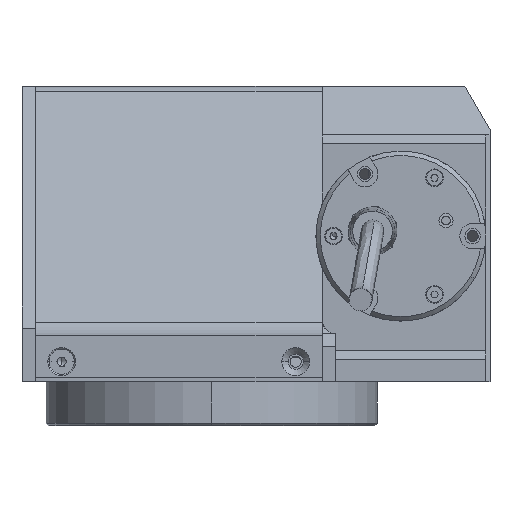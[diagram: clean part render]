
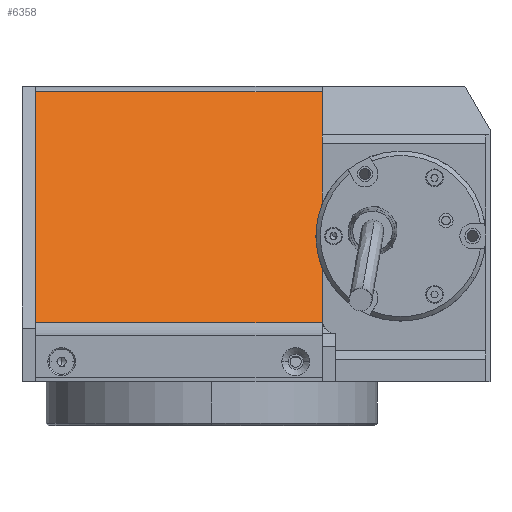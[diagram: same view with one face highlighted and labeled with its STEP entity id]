
A CAD part, left-side view. The second image highlights one B-rep face of the part: STEP entity #6358.
In plain terms, the highlighted planar face has unit normal (-0.707, 0, 0.707).
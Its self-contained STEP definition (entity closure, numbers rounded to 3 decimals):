
#3 = ORIENTED_EDGE ( 'NONE', *, *, #19232, .F. ) ;
#94 = CARTESIAN_POINT ( 'NONE',  ( 18.581, 69., 32.828 ) ) ;
#591 = DIRECTION ( 'NONE',  ( 0.707, 0., 0.707 ) ) ;
#747 = EDGE_CURVE ( 'NONE', #17046, #1307, #13929, .T. ) ;
#1307 = VERTEX_POINT ( 'NONE', #15331 ) ;
#1690 = CARTESIAN_POINT ( 'NONE',  ( -34.414, 4., -20.167 ) ) ;
#2010 = DIRECTION ( 'NONE',  ( 0.707, 0., 0.707 ) ) ;
#2149 = DIRECTION ( 'NONE',  ( -0.707, 0., 0.707 ) ) ;
#2158 = DIRECTION ( 'NONE',  ( -0.707, 0., -0.707 ) ) ;
#2215 = CARTESIAN_POINT ( 'NONE',  ( -34.414, 104., -20.167 ) ) ;
#2582 = VECTOR ( 'NONE', #12847, 1000. ) ;
#2725 = PLANE ( 'NONE',  #12723 ) ;
#3522 = EDGE_CURVE ( 'NONE', #1307, #18686, #11984, .T. ) ;
#3746 = FACE_OUTER_BOUND ( 'NONE', #5746, .T. ) ;
#4578 = ORIENTED_EDGE ( 'NONE', *, *, #3522, .F. ) ;
#5070 = CARTESIAN_POINT ( 'NONE',  ( 18.581, 104., 32.828 ) ) ;
#5221 = DIRECTION ( 'NONE',  ( 0., -1., 0. ) ) ;
#5746 = EDGE_LOOP ( 'NONE', ( #4578, #9799, #3, #12696 ) ) ;
#6018 = EDGE_CURVE ( 'NONE', #18686, #16103, #6649, .T. ) ;
#6358 = ADVANCED_FACE ( 'NONE', ( #3746 ), #2725, .T. ) ;
#6649 = LINE ( 'NONE', #13907, #2582 ) ;
#6750 = CARTESIAN_POINT ( 'NONE',  ( -34.414, 69., -20.167 ) ) ;
#7825 = VECTOR ( 'NONE', #2158, 1000. ) ;
#9799 = ORIENTED_EDGE ( 'NONE', *, *, #747, .F. ) ;
#11984 = LINE ( 'NONE', #1690, #7825 ) ;
#12500 = VECTOR ( 'NONE', #5221, 1000. ) ;
#12696 = ORIENTED_EDGE ( 'NONE', *, *, #6018, .F. ) ;
#12723 = AXIS2_PLACEMENT_3D ( 'NONE', #2215, #2149, #2010 ) ;
#12742 = CARTESIAN_POINT ( 'NONE',  ( -33.828, 69., -19.581 ) ) ;
#12847 = DIRECTION ( 'NONE',  ( 0., 1., 0. ) ) ;
#13907 = CARTESIAN_POINT ( 'NONE',  ( -33.828, 104., -19.581 ) ) ;
#13929 = LINE ( 'NONE', #5070, #12500 ) ;
#14566 = CARTESIAN_POINT ( 'NONE',  ( -33.828, 4., -19.581 ) ) ;
#15178 = VECTOR ( 'NONE', #591, 1000. ) ;
#15331 = CARTESIAN_POINT ( 'NONE',  ( 18.581, 4., 32.828 ) ) ;
#16103 = VERTEX_POINT ( 'NONE', #12742 ) ;
#17046 = VERTEX_POINT ( 'NONE', #94 ) ;
#18686 = VERTEX_POINT ( 'NONE', #14566 ) ;
#19224 = LINE ( 'NONE', #6750, #15178 ) ;
#19232 = EDGE_CURVE ( 'NONE', #16103, #17046, #19224, .T. ) ;
